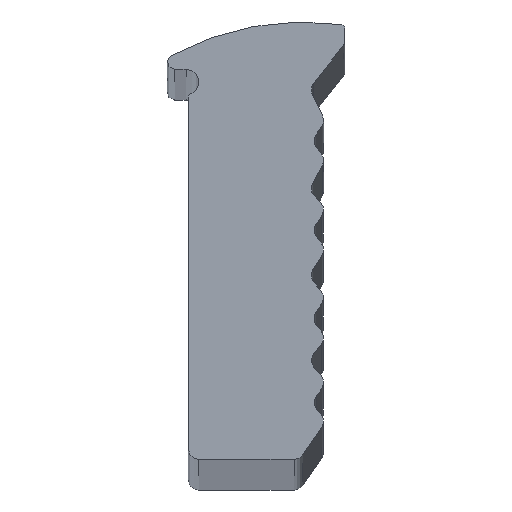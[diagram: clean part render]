
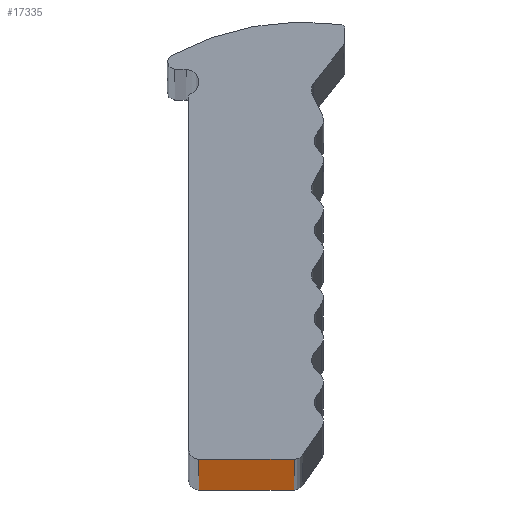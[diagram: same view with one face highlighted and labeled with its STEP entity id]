
A CAD part, top view. The second image highlights one B-rep face of the part: STEP entity #17335.
In plain terms, the highlighted planar face has unit normal (0, -1, 0).
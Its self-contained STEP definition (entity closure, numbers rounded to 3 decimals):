
#590 = DIRECTION ( 'NONE',  ( 0., 0., 1. ) ) ;
#1359 = EDGE_CURVE ( 'NONE', #6685, #3051, #16825, .T. ) ;
#1733 = CARTESIAN_POINT ( 'NONE',  ( 2.71, 0., 500. ) ) ;
#1876 = ORIENTED_EDGE ( 'NONE', *, *, #4610, .T. ) ;
#3051 = VERTEX_POINT ( 'NONE', #3416 ) ;
#3416 = CARTESIAN_POINT ( 'NONE',  ( 2.71, 0., 500. ) ) ;
#4610 = EDGE_CURVE ( 'NONE', #14814, #5662, #13025, .T. ) ;
#5435 = LINE ( 'NONE', #1733, #12796 ) ;
#5662 = VERTEX_POINT ( 'NONE', #17809 ) ;
#6117 = ORIENTED_EDGE ( 'NONE', *, *, #11259, .F. ) ;
#6500 = CARTESIAN_POINT ( 'NONE',  ( -2.71, 0., 500. ) ) ;
#6685 = VERTEX_POINT ( 'NONE', #17817 ) ;
#6702 = FACE_OUTER_BOUND ( 'NONE', #16488, .T. ) ;
#9253 = VECTOR ( 'NONE', #14073, 1000. ) ;
#9745 = LINE ( 'NONE', #12440, #9253 ) ;
#9799 = ORIENTED_EDGE ( 'NONE', *, *, #1359, .F. ) ;
#10675 = DIRECTION ( 'NONE',  ( 0., 0., -1. ) ) ;
#11259 = EDGE_CURVE ( 'NONE', #3051, #5662, #5435, .T. ) ;
#11649 = DIRECTION ( 'NONE',  ( 1., 0., 0. ) ) ;
#11748 = CARTESIAN_POINT ( 'NONE',  ( -2.71, 0., -500. ) ) ;
#12440 = CARTESIAN_POINT ( 'NONE',  ( -2.71, 0., 500. ) ) ;
#12796 = VECTOR ( 'NONE', #10675, 1000. ) ;
#13025 = LINE ( 'NONE', #16027, #17395 ) ;
#13265 = CARTESIAN_POINT ( 'NONE',  ( -2.71, 0., 500. ) ) ;
#13967 = AXIS2_PLACEMENT_3D ( 'NONE', #6500, #16666, #590 ) ;
#14073 = DIRECTION ( 'NONE',  ( 0., 0., -1. ) ) ;
#14814 = VERTEX_POINT ( 'NONE', #11748 ) ;
#15041 = EDGE_CURVE ( 'NONE', #6685, #14814, #9745, .T. ) ;
#15200 = PLANE ( 'NONE',  #13967 ) ;
#16027 = CARTESIAN_POINT ( 'NONE',  ( -2.71, 0., -500. ) ) ;
#16039 = DIRECTION ( 'NONE',  ( 1., 0., 0. ) ) ;
#16306 = ORIENTED_EDGE ( 'NONE', *, *, #15041, .T. ) ;
#16488 = EDGE_LOOP ( 'NONE', ( #1876, #6117, #9799, #16306 ) ) ;
#16666 = DIRECTION ( 'NONE',  ( 0., 1., 0. ) ) ;
#16825 = LINE ( 'NONE', #13265, #18852 ) ;
#17335 = ADVANCED_FACE ( 'NONE', ( #6702 ), #15200, .F. ) ;
#17395 = VECTOR ( 'NONE', #11649, 1000. ) ;
#17809 = CARTESIAN_POINT ( 'NONE',  ( 2.71, 0., -500. ) ) ;
#17817 = CARTESIAN_POINT ( 'NONE',  ( -2.71, 0., 500. ) ) ;
#18852 = VECTOR ( 'NONE', #16039, 1000. ) ;
